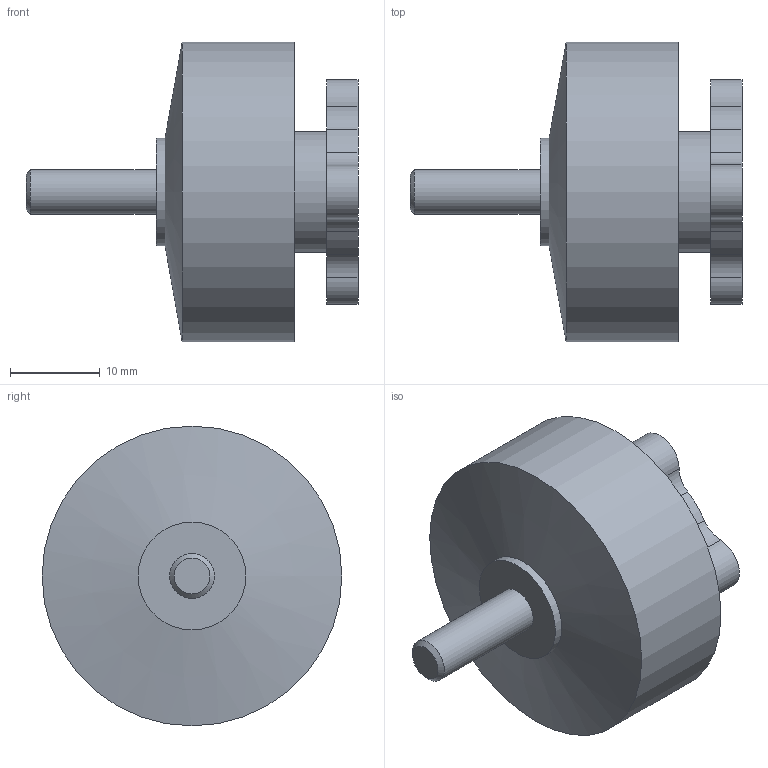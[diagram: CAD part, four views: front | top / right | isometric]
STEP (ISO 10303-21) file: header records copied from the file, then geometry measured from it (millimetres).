
FILE_DESCRIPTION(/* description */ (''),/* implementation_level */ '2;1');
FILE_NAME(/* name */ 'Silnik_simple.stp',/* time_stamp */ '2024-03-10T22:41:05+01:00',/* author */ ('Humbak'),/* organization */ (''),/* preprocessor_version */ 'ST-DEVELOPER v20',/* originating_system */ 'Autodesk Inventor 2024',/* authorisation */ '');
FILE_SCHEMA (('AUTOMOTIVE_DESIGN { 1 0 10303 214 3 1 1 }'));
Length unit declared in the file: millimetre
Products named in the file (1): Silnik_simple
Bounding box: 37 x 33.4 x 33.4 mm (x, y, z)
Volume: 13657.8 mm3; surface area: 4164.7 mm2
Topology: 1 solids, 1 shells, 31 faces, 76 edges, 50 vertices
Faces by surface type: cylinder 24, plane 5, cone 2
Full cylindrical faces by diameter (mm): 3.2 x4, 5 x1, 12 x1, 13.5 x1, 33.4 x1
Entity records: 1003 total; most frequent: DIRECTION 190, CARTESIAN_POINT 158, ORIENTED_EDGE 152, AXIS2_PLACEMENT_3D 82, EDGE_CURVE 76, CIRCLE 50, VERTEX_POINT 50, EDGE_LOOP 42
